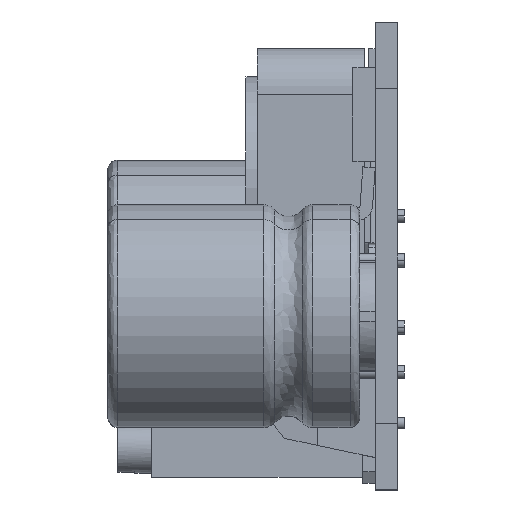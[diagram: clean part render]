
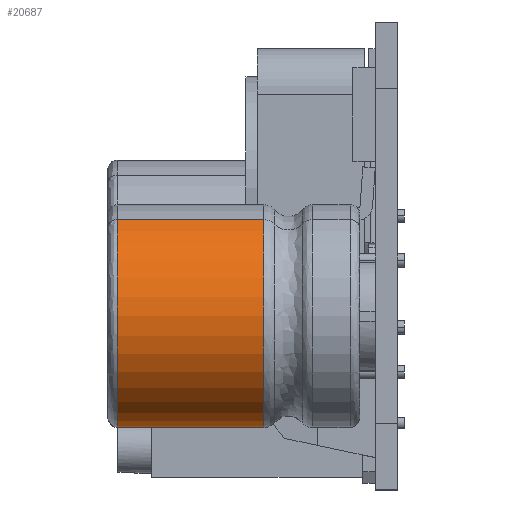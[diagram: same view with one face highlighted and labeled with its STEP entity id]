
A CAD part, left-side view. The second image highlights one B-rep face of the part: STEP entity #20687.
In plain terms, the highlighted cylindrical face has radius 5 mm (diameter 10 mm), a partial arc.
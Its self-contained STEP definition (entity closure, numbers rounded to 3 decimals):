
#28 = VERTEX_POINT ( 'NONE', #10611 ) ;
#1046 = AXIS2_PLACEMENT_3D ( 'NONE', #5878, #21990, #15789 ) ;
#1273 = EDGE_CURVE ( 'NONE', #28, #3791, #24654, .T. ) ;
#1708 = ORIENTED_EDGE ( 'NONE', *, *, #12346, .T. ) ;
#1925 = VERTEX_POINT ( 'NONE', #13430 ) ;
#1990 = EDGE_LOOP ( 'NONE', ( #3452, #9874, #15910, #1708 ) ) ;
#2567 = DIRECTION ( 'NONE',  ( 0., 1., 0. ) ) ;
#3452 = ORIENTED_EDGE ( 'NONE', *, *, #1273, .T. ) ;
#3791 = VERTEX_POINT ( 'NONE', #18384 ) ;
#5878 = CARTESIAN_POINT ( 'NONE',  ( 0., 11.573, 0. ) ) ;
#6188 = CARTESIAN_POINT ( 'NONE',  ( 0., 4.996, 0. ) ) ;
#6464 = CIRCLE ( 'NONE', #20755, 5. ) ;
#8637 = DIRECTION ( 'NONE',  ( 1., 0., 0. ) ) ;
#8804 = DIRECTION ( 'NONE',  ( 1., 0., 0. ) ) ;
#9874 = ORIENTED_EDGE ( 'NONE', *, *, #22657, .T. ) ;
#10194 = DIRECTION ( 'NONE',  ( 0., -1., 0. ) ) ;
#10611 = CARTESIAN_POINT ( 'NONE',  ( 4.33, 11.573, -2.5 ) ) ;
#12002 = CARTESIAN_POINT ( 'NONE',  ( 4.33, 11.573, 2.5 ) ) ;
#12346 = EDGE_CURVE ( 'NONE', #13437, #28, #12713, .T. ) ;
#12429 = DIRECTION ( 'NONE',  ( 0., 1., 0. ) ) ;
#12713 = CIRCLE ( 'NONE', #1046, 5. ) ;
#12748 = VECTOR ( 'NONE', #12429, 1000. ) ;
#13430 = CARTESIAN_POINT ( 'NONE',  ( 4.33, 4.996, 2.5 ) ) ;
#13437 = VERTEX_POINT ( 'NONE', #12002 ) ;
#14330 = CARTESIAN_POINT ( 'NONE',  ( 4.33, -4., 2.5 ) ) ;
#14808 = FACE_OUTER_BOUND ( 'NONE', #1990, .T. ) ;
#15789 = DIRECTION ( 'NONE',  ( 1., 0., 0. ) ) ;
#15910 = ORIENTED_EDGE ( 'NONE', *, *, #21340, .T. ) ;
#18384 = CARTESIAN_POINT ( 'NONE',  ( 4.33, 4.996, -2.5 ) ) ;
#18863 = DIRECTION ( 'NONE',  ( 0., -1., 0. ) ) ;
#20541 = LINE ( 'NONE', #14330, #12748 ) ;
#20622 = AXIS2_PLACEMENT_3D ( 'NONE', #23275, #18863, #8804 ) ;
#20687 = ADVANCED_FACE ( 'NONE', ( #14808 ), #23005, .T. ) ;
#20755 = AXIS2_PLACEMENT_3D ( 'NONE', #6188, #2567, #8637 ) ;
#21340 = EDGE_CURVE ( 'NONE', #1925, #13437, #20541, .T. ) ;
#21990 = DIRECTION ( 'NONE',  ( 0., -1., 0. ) ) ;
#22657 = EDGE_CURVE ( 'NONE', #3791, #1925, #6464, .T. ) ;
#23005 = CYLINDRICAL_SURFACE ( 'NONE', #20622, 5. ) ;
#23275 = CARTESIAN_POINT ( 'NONE',  ( 0., -4., 0. ) ) ;
#24654 = LINE ( 'NONE', #26654, #25406 ) ;
#25406 = VECTOR ( 'NONE', #10194, 1000. ) ;
#26654 = CARTESIAN_POINT ( 'NONE',  ( 4.33, -4., -2.5 ) ) ;
